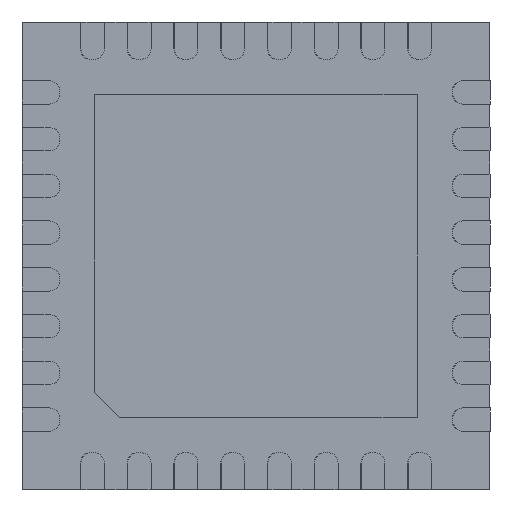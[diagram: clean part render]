
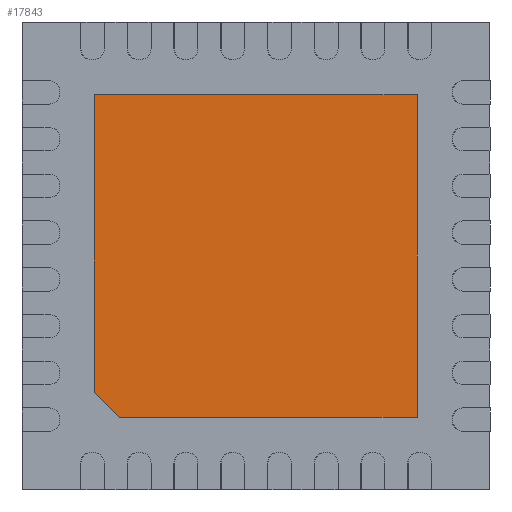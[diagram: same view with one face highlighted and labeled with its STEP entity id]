
A CAD part, front view. The second image highlights one B-rep face of the part: STEP entity #17843.
In plain terms, the highlighted planar face has unit normal (0, -1, 0).
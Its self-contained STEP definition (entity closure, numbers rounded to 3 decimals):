
#17735 = VERTEX_POINT ( 'NONE', #24923 ) ;
#17765 = EDGE_LOOP ( 'NONE', ( #17766, #17821, #17822, #17823, #17824 ) ) ;
#17766 = ORIENTED_EDGE ( 'NONE', *, *, #17781, .T. ) ;
#17768 = EDGE_CURVE ( 'NONE', #17802, #17735, #24997, .T. ) ;
#17777 = VERTEX_POINT ( 'NONE', #25015 ) ;
#17779 = EDGE_CURVE ( 'NONE', #17735, #17777, #25014, .T. ) ;
#17781 = EDGE_CURVE ( 'NONE', #17782, #17798, #25062, .T. ) ;
#17782 = VERTEX_POINT ( 'NONE', #25058 ) ;
#17798 = VERTEX_POINT ( 'NONE', #25100 ) ;
#17802 = VERTEX_POINT ( 'NONE', #25147 ) ;
#17804 = EDGE_CURVE ( 'NONE', #17798, #17802, #25145, .T. ) ;
#17821 = ORIENTED_EDGE ( 'NONE', *, *, #17804, .T. ) ;
#17822 = ORIENTED_EDGE ( 'NONE', *, *, #17768, .T. ) ;
#17823 = ORIENTED_EDGE ( 'NONE', *, *, #17779, .T. ) ;
#17824 = ORIENTED_EDGE ( 'NONE', *, *, #17841, .T. ) ;
#17841 = EDGE_CURVE ( 'NONE', #17777, #17782, #25250, .T. ) ;
#17843 = ADVANCED_FACE ( 'NONE', ( #25245 ), #25283, .F. ) ;
#24923 = CARTESIAN_POINT ( 'NONE',  ( 0.775, -0.05, -3.957 ) ) ;
#24994 = DIRECTION ( 'NONE',  ( 0., 0., -1. ) ) ;
#24995 = VECTOR ( 'NONE', #24994, 1000. ) ;
#24996 = CARTESIAN_POINT ( 'NONE',  ( 0.775, -0.05, -3.957 ) ) ;
#24997 = LINE ( 'NONE', #24996, #24995 ) ;
#25011 = DIRECTION ( 'NONE',  ( 0.707, 0., -0.707 ) ) ;
#25012 = VECTOR ( 'NONE', #25011, 1000. ) ;
#25013 = CARTESIAN_POINT ( 'NONE',  ( 0.775, -0.05, -3.957 ) ) ;
#25014 = LINE ( 'NONE', #25013, #25012 ) ;
#25015 = CARTESIAN_POINT ( 'NONE',  ( 1.043, -0.05, -4.225 ) ) ;
#25058 = CARTESIAN_POINT ( 'NONE',  ( 4.225, -0.05, -4.225 ) ) ;
#25059 = DIRECTION ( 'NONE',  ( 0., 0., 1. ) ) ;
#25060 = VECTOR ( 'NONE', #25059, 1000. ) ;
#25061 = CARTESIAN_POINT ( 'NONE',  ( 4.225, -0.05, -4.225 ) ) ;
#25062 = LINE ( 'NONE', #25061, #25060 ) ;
#25100 = CARTESIAN_POINT ( 'NONE',  ( 4.225, -0.05, -0.775 ) ) ;
#25142 = DIRECTION ( 'NONE',  ( -1., 0., 0. ) ) ;
#25143 = VECTOR ( 'NONE', #25142, 1000. ) ;
#25144 = CARTESIAN_POINT ( 'NONE',  ( 0.775, -0.05, -0.775 ) ) ;
#25145 = LINE ( 'NONE', #25144, #25143 ) ;
#25147 = CARTESIAN_POINT ( 'NONE',  ( 0.775, -0.05, -0.775 ) ) ;
#25245 = FACE_OUTER_BOUND ( 'NONE', #17765, .T. ) ;
#25246 = DIRECTION ( 'NONE',  ( 1., 0., 0. ) ) ;
#25247 = VECTOR ( 'NONE', #25246, 1000. ) ;
#25248 = CARTESIAN_POINT ( 'NONE',  ( 1.043, -0.05, -4.225 ) ) ;
#25250 = LINE ( 'NONE', #25248, #25247 ) ;
#25277 = DIRECTION ( 'NONE',  ( 0., 0., 1. ) ) ;
#25278 = DIRECTION ( 'NONE',  ( 0., 1., 0. ) ) ;
#25279 = CARTESIAN_POINT ( 'NONE',  ( 4.225, -0.05, -0.775 ) ) ;
#25280 = AXIS2_PLACEMENT_3D ( 'NONE', #25279, #25278, #25277 ) ;
#25283 = PLANE ( 'NONE',  #25280 ) ;
